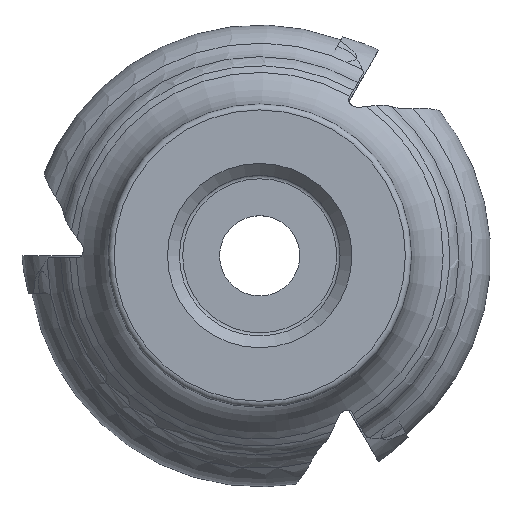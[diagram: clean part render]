
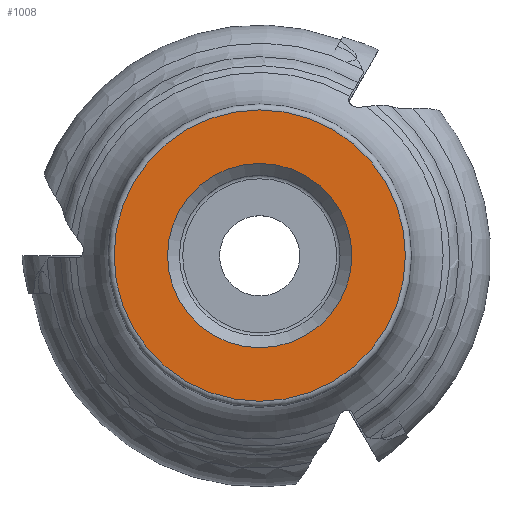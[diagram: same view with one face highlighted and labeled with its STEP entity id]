
A CAD part, top view. The second image highlights one B-rep face of the part: STEP entity #1008.
In plain terms, the highlighted conical face has half-angle 89.977 degrees and reference radius 24.5 mm.
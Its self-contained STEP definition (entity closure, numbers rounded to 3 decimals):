
#275=CONICAL_SURFACE('',#3789,24.5,89.977);
#1008=ADVANCED_FACE('',(#1289,#1290),#275,.F.);
#1289=FACE_BOUND('',#1410,.T.);
#1290=FACE_BOUND('',#1411,.T.);
#1410=EDGE_LOOP('',(#1795));
#1411=EDGE_LOOP('',(#1796));
#1795=ORIENTED_EDGE('',*,*,#3097,.T.);
#1796=ORIENTED_EDGE('',*,*,#3098,.T.);
#2730=VERTEX_POINT('',#5788);
#2731=VERTEX_POINT('',#5790);
#3097=EDGE_CURVE('',#2730,#2730,#3519,.T.);
#3098=EDGE_CURVE('',#2731,#2731,#3520,.T.);
#3519=CIRCLE('',#3787,15.502);
#3520=CIRCLE('',#3788,24.5);
#3787=AXIS2_PLACEMENT_3D('',#5787,#4293,#4294);
#3788=AXIS2_PLACEMENT_3D('',#5789,#4295,#4296);
#3789=AXIS2_PLACEMENT_3D('',#5791,#4297,#4298);
#4293=DIRECTION('',(0.,0.,-1.));
#4294=DIRECTION('',(-1.,0.,0.));
#4295=DIRECTION('',(0.,0.,1.));
#4296=DIRECTION('',(1.,0.,0.));
#4297=DIRECTION('',(0.,0.,1.));
#4298=DIRECTION('',(1.,0.,0.));
#5787=CARTESIAN_POINT('',(0.,0.,0.006));
#5788=CARTESIAN_POINT('',(-15.502,0.,0.006));
#5789=CARTESIAN_POINT('',(0.,0.,0.01));
#5790=CARTESIAN_POINT('',(24.5,0.,0.01));
#5791=CARTESIAN_POINT('',(0.,0.,0.01));
